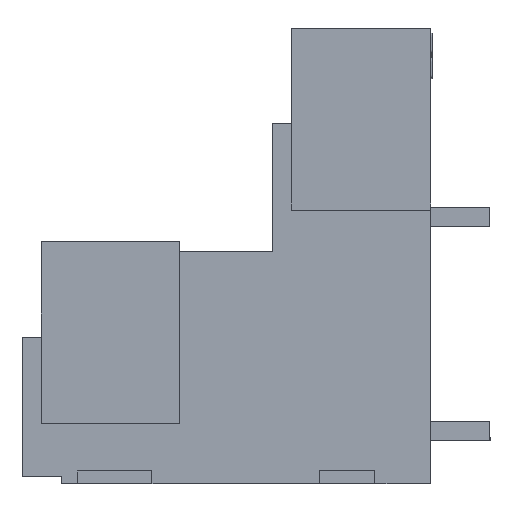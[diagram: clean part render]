
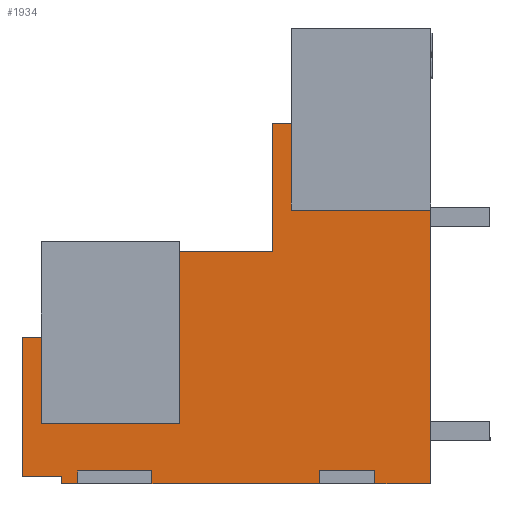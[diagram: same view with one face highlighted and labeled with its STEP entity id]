
A CAD part, left-side view. The second image highlights one B-rep face of the part: STEP entity #1934.
In plain terms, the highlighted planar face has unit normal (-1, 0, 0).
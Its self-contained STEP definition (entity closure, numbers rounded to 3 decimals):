
#1777=AXIS2_PLACEMENT_3D('Plane Axis2P3D',#1774,#1775,#1776) ;
#108=CARTESIAN_POINT('Vertex',(0.7,16.725,3.25)) ;
#111=CARTESIAN_POINT('Line Origine',(0.7,16.725,7.875)) ;
#115=CARTESIAN_POINT('Vertex',(0.7,16.725,12.5)) ;
#803=CARTESIAN_POINT('Line Origine',(0.7,24.175,5.575)) ;
#807=CARTESIAN_POINT('Vertex',(0.7,24.175,7.9)) ;
#809=CARTESIAN_POINT('Vertex',(0.7,24.175,3.25)) ;
#1762=CARTESIAN_POINT('Line Origine',(0.7,20.45,3.25)) ;
#1774=CARTESIAN_POINT('Axis2P3D Location',(0.7,3.2,0.4)) ;
#1779=CARTESIAN_POINT('Line Origine',(0.7,13.7,0.)) ;
#1783=CARTESIAN_POINT('Vertex',(0.7,18.2,0.)) ;
#1785=CARTESIAN_POINT('Vertex',(0.7,9.2,0.)) ;
#1788=CARTESIAN_POINT('Line Origine',(0.7,9.2,0.35)) ;
#1792=CARTESIAN_POINT('Vertex',(0.7,9.2,0.7)) ;
#1795=CARTESIAN_POINT('Line Origine',(0.7,7.7,0.7)) ;
#1799=CARTESIAN_POINT('Vertex',(0.7,6.2,0.7)) ;
#1802=CARTESIAN_POINT('Line Origine',(0.7,6.2,0.35)) ;
#1806=CARTESIAN_POINT('Vertex',(0.7,6.2,0.)) ;
#1809=CARTESIAN_POINT('Line Origine',(0.7,4.7,0.)) ;
#1813=CARTESIAN_POINT('Vertex',(0.7,3.2,0.)) ;
#1816=CARTESIAN_POINT('Line Origine',(0.7,3.2,7.375)) ;
#1820=CARTESIAN_POINT('Vertex',(0.7,3.2,14.75)) ;
#1823=CARTESIAN_POINT('Line Origine',(0.7,6.95,14.75)) ;
#1827=CARTESIAN_POINT('Vertex',(0.7,10.7,14.75)) ;
#1830=CARTESIAN_POINT('Line Origine',(0.7,10.7,17.075)) ;
#1834=CARTESIAN_POINT('Vertex',(0.7,10.7,19.4)) ;
#1837=CARTESIAN_POINT('Line Origine',(0.7,11.2,19.4)) ;
#1841=CARTESIAN_POINT('Vertex',(0.7,11.7,19.4)) ;
#1844=CARTESIAN_POINT('Line Origine',(0.7,11.7,15.95)) ;
#1848=CARTESIAN_POINT('Vertex',(0.7,11.7,12.5)) ;
#1851=CARTESIAN_POINT('Line Origine',(0.7,14.213,12.5)) ;
#1856=CARTESIAN_POINT('Line Origine',(0.7,24.688,7.9)) ;
#1860=CARTESIAN_POINT('Vertex',(0.7,25.2,7.9)) ;
#1863=CARTESIAN_POINT('Line Origine',(0.7,25.2,4.15)) ;
#1867=CARTESIAN_POINT('Vertex',(0.7,25.2,0.4)) ;
#1870=CARTESIAN_POINT('Line Origine',(0.7,24.145,0.4)) ;
#1874=CARTESIAN_POINT('Vertex',(0.7,23.09,0.4)) ;
#1877=CARTESIAN_POINT('Line Origine',(0.7,23.09,0.2)) ;
#1881=CARTESIAN_POINT('Vertex',(0.7,23.09,0.)) ;
#1884=CARTESIAN_POINT('Line Origine',(0.7,22.645,0.)) ;
#1888=CARTESIAN_POINT('Vertex',(0.7,22.2,0.)) ;
#1891=CARTESIAN_POINT('Line Origine',(0.7,22.2,0.35)) ;
#1895=CARTESIAN_POINT('Vertex',(0.7,22.2,0.7)) ;
#1898=CARTESIAN_POINT('Line Origine',(0.7,20.2,0.7)) ;
#1902=CARTESIAN_POINT('Vertex',(0.7,18.2,0.7)) ;
#1905=CARTESIAN_POINT('Line Origine',(0.7,18.2,0.35)) ;
#112=DIRECTION('Vector Direction',(0.,0.,-1.)) ;
#804=DIRECTION('Vector Direction',(0.,0.,-1.)) ;
#1763=DIRECTION('Vector Direction',(0.,-1.,0.)) ;
#1775=DIRECTION('Axis2P3D Direction',(-1.,0.,0.)) ;
#1776=DIRECTION('Axis2P3D XDirection',(0.,0.,-1.)) ;
#1780=DIRECTION('Vector Direction',(0.,-1.,0.)) ;
#1789=DIRECTION('Vector Direction',(0.,0.,1.)) ;
#1796=DIRECTION('Vector Direction',(0.,1.,0.)) ;
#1803=DIRECTION('Vector Direction',(0.,0.,1.)) ;
#1810=DIRECTION('Vector Direction',(0.,-1.,0.)) ;
#1817=DIRECTION('Vector Direction',(0.,0.,1.)) ;
#1824=DIRECTION('Vector Direction',(0.,-1.,0.)) ;
#1831=DIRECTION('Vector Direction',(0.,0.,-1.)) ;
#1838=DIRECTION('Vector Direction',(0.,1.,0.)) ;
#1845=DIRECTION('Vector Direction',(0.,0.,-1.)) ;
#1852=DIRECTION('Vector Direction',(0.,1.,0.)) ;
#1857=DIRECTION('Vector Direction',(0.,1.,0.)) ;
#1864=DIRECTION('Vector Direction',(0.,0.,1.)) ;
#1871=DIRECTION('Vector Direction',(0.,1.,0.)) ;
#1878=DIRECTION('Vector Direction',(0.,0.,1.)) ;
#1885=DIRECTION('Vector Direction',(0.,-1.,0.)) ;
#1892=DIRECTION('Vector Direction',(0.,0.,1.)) ;
#1899=DIRECTION('Vector Direction',(0.,1.,0.)) ;
#1906=DIRECTION('Vector Direction',(0.,0.,1.)) ;
#113=VECTOR('Line Direction',#112,1.) ;
#805=VECTOR('Line Direction',#804,1.) ;
#1764=VECTOR('Line Direction',#1763,1.) ;
#1781=VECTOR('Line Direction',#1780,1.) ;
#1790=VECTOR('Line Direction',#1789,1.) ;
#1797=VECTOR('Line Direction',#1796,1.) ;
#1804=VECTOR('Line Direction',#1803,1.) ;
#1811=VECTOR('Line Direction',#1810,1.) ;
#1818=VECTOR('Line Direction',#1817,1.) ;
#1825=VECTOR('Line Direction',#1824,1.) ;
#1832=VECTOR('Line Direction',#1831,1.) ;
#1839=VECTOR('Line Direction',#1838,1.) ;
#1846=VECTOR('Line Direction',#1845,1.) ;
#1853=VECTOR('Line Direction',#1852,1.) ;
#1858=VECTOR('Line Direction',#1857,1.) ;
#1865=VECTOR('Line Direction',#1864,1.) ;
#1872=VECTOR('Line Direction',#1871,1.) ;
#1879=VECTOR('Line Direction',#1878,1.) ;
#1886=VECTOR('Line Direction',#1885,1.) ;
#1893=VECTOR('Line Direction',#1892,1.) ;
#1900=VECTOR('Line Direction',#1899,1.) ;
#1907=VECTOR('Line Direction',#1906,1.) ;
#1911=ORIENTED_EDGE('',*,*,#1787,.T.) ;
#1912=ORIENTED_EDGE('',*,*,#1794,.T.) ;
#1913=ORIENTED_EDGE('',*,*,#1801,.F.) ;
#1914=ORIENTED_EDGE('',*,*,#1808,.F.) ;
#1915=ORIENTED_EDGE('',*,*,#1815,.T.) ;
#1916=ORIENTED_EDGE('',*,*,#1822,.T.) ;
#1917=ORIENTED_EDGE('',*,*,#1829,.F.) ;
#1918=ORIENTED_EDGE('',*,*,#1836,.F.) ;
#1919=ORIENTED_EDGE('',*,*,#1843,.T.) ;
#1920=ORIENTED_EDGE('',*,*,#1850,.T.) ;
#1921=ORIENTED_EDGE('',*,*,#1855,.T.) ;
#1922=ORIENTED_EDGE('',*,*,#117,.T.) ;
#1923=ORIENTED_EDGE('',*,*,#1766,.F.) ;
#1924=ORIENTED_EDGE('',*,*,#811,.F.) ;
#1925=ORIENTED_EDGE('',*,*,#1862,.T.) ;
#1926=ORIENTED_EDGE('',*,*,#1869,.F.) ;
#1927=ORIENTED_EDGE('',*,*,#1876,.F.) ;
#1928=ORIENTED_EDGE('',*,*,#1883,.F.) ;
#1929=ORIENTED_EDGE('',*,*,#1890,.T.) ;
#1930=ORIENTED_EDGE('',*,*,#1897,.T.) ;
#1931=ORIENTED_EDGE('',*,*,#1904,.F.) ;
#1932=ORIENTED_EDGE('',*,*,#1909,.F.) ;
#1934=ADVANCED_FACE('HOUSING',(#1933),#1778,.T.) ;
#117=EDGE_CURVE('',#116,#109,#114,.T.) ;
#811=EDGE_CURVE('',#808,#810,#806,.T.) ;
#1766=EDGE_CURVE('',#810,#109,#1765,.T.) ;
#1787=EDGE_CURVE('',#1784,#1786,#1782,.T.) ;
#1794=EDGE_CURVE('',#1786,#1793,#1791,.T.) ;
#1801=EDGE_CURVE('',#1800,#1793,#1798,.T.) ;
#1808=EDGE_CURVE('',#1807,#1800,#1805,.T.) ;
#1815=EDGE_CURVE('',#1807,#1814,#1812,.T.) ;
#1822=EDGE_CURVE('',#1814,#1821,#1819,.T.) ;
#1829=EDGE_CURVE('',#1828,#1821,#1826,.T.) ;
#1836=EDGE_CURVE('',#1835,#1828,#1833,.T.) ;
#1843=EDGE_CURVE('',#1835,#1842,#1840,.T.) ;
#1850=EDGE_CURVE('',#1842,#1849,#1847,.T.) ;
#1855=EDGE_CURVE('',#1849,#116,#1854,.T.) ;
#1862=EDGE_CURVE('',#808,#1861,#1859,.T.) ;
#1869=EDGE_CURVE('',#1868,#1861,#1866,.T.) ;
#1876=EDGE_CURVE('',#1875,#1868,#1873,.T.) ;
#1883=EDGE_CURVE('',#1882,#1875,#1880,.T.) ;
#1890=EDGE_CURVE('',#1882,#1889,#1887,.T.) ;
#1897=EDGE_CURVE('',#1889,#1896,#1894,.T.) ;
#1904=EDGE_CURVE('',#1903,#1896,#1901,.T.) ;
#1909=EDGE_CURVE('',#1784,#1903,#1908,.T.) ;
#1910=EDGE_LOOP('',(#1911,#1912,#1913,#1914,#1915,#1916,#1917,#1918,#1919,#1920,#1921,#1922,#1923,#1924,#1925,#1926,#1927,#1928,#1929,#1930,#1931,#1932)) ;
#1933=FACE_OUTER_BOUND('',#1910,.T.) ;
#114=LINE('Line',#111,#113) ;
#806=LINE('Line',#803,#805) ;
#1765=LINE('Line',#1762,#1764) ;
#1782=LINE('Line',#1779,#1781) ;
#1791=LINE('Line',#1788,#1790) ;
#1798=LINE('Line',#1795,#1797) ;
#1805=LINE('Line',#1802,#1804) ;
#1812=LINE('Line',#1809,#1811) ;
#1819=LINE('Line',#1816,#1818) ;
#1826=LINE('Line',#1823,#1825) ;
#1833=LINE('Line',#1830,#1832) ;
#1840=LINE('Line',#1837,#1839) ;
#1847=LINE('Line',#1844,#1846) ;
#1854=LINE('Line',#1851,#1853) ;
#1859=LINE('Line',#1856,#1858) ;
#1866=LINE('Line',#1863,#1865) ;
#1873=LINE('Line',#1870,#1872) ;
#1880=LINE('Line',#1877,#1879) ;
#1887=LINE('Line',#1884,#1886) ;
#1894=LINE('Line',#1891,#1893) ;
#1901=LINE('Line',#1898,#1900) ;
#1908=LINE('Line',#1905,#1907) ;
#1778=PLANE('',#1777) ;
#109=VERTEX_POINT('',#108) ;
#116=VERTEX_POINT('',#115) ;
#808=VERTEX_POINT('',#807) ;
#810=VERTEX_POINT('',#809) ;
#1784=VERTEX_POINT('',#1783) ;
#1786=VERTEX_POINT('',#1785) ;
#1793=VERTEX_POINT('',#1792) ;
#1800=VERTEX_POINT('',#1799) ;
#1807=VERTEX_POINT('',#1806) ;
#1814=VERTEX_POINT('',#1813) ;
#1821=VERTEX_POINT('',#1820) ;
#1828=VERTEX_POINT('',#1827) ;
#1835=VERTEX_POINT('',#1834) ;
#1842=VERTEX_POINT('',#1841) ;
#1849=VERTEX_POINT('',#1848) ;
#1861=VERTEX_POINT('',#1860) ;
#1868=VERTEX_POINT('',#1867) ;
#1875=VERTEX_POINT('',#1874) ;
#1882=VERTEX_POINT('',#1881) ;
#1889=VERTEX_POINT('',#1888) ;
#1896=VERTEX_POINT('',#1895) ;
#1903=VERTEX_POINT('',#1902) ;
